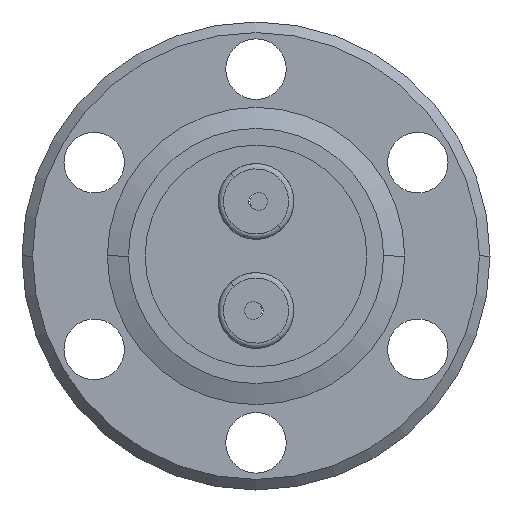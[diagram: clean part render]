
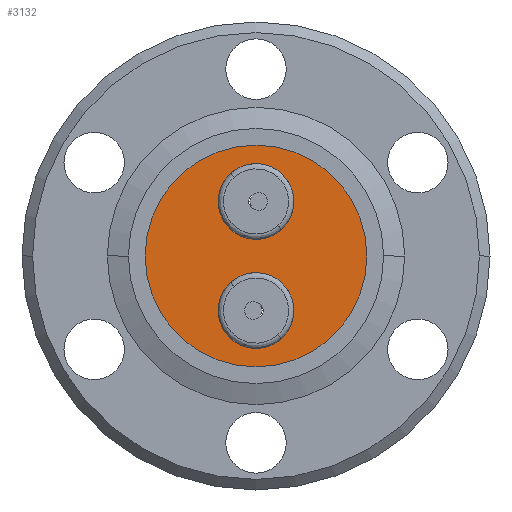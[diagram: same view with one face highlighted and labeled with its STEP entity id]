
A CAD part, front view. The second image highlights one B-rep face of the part: STEP entity #3132.
In plain terms, the highlighted planar face has unit normal (0, -1, 0).
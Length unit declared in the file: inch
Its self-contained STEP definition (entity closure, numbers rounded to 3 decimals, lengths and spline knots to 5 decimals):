
#437 = EDGE_LOOP ( 'NONE', ( #880, #962 ) ) ;
#441 = EDGE_LOOP ( 'NONE', ( #744, #695 ) ) ;
#443 = EDGE_LOOP ( 'NONE', ( #685, #959 ) ) ;
#467 = VERTEX_POINT ( 'NONE', #3275 ) ;
#468 = VERTEX_POINT ( 'NONE', #3274 ) ;
#474 = VERTEX_POINT ( 'NONE', #3268 ) ;
#477 = VERTEX_POINT ( 'NONE', #3265 ) ;
#478 = VERTEX_POINT ( 'NONE', #3264 ) ;
#479 = VERTEX_POINT ( 'NONE', #3263 ) ;
#685 = ORIENTED_EDGE ( 'NONE', *, *, #2311, .F. ) ;
#695 = ORIENTED_EDGE ( 'NONE', *, *, #1787, .T. ) ;
#744 = ORIENTED_EDGE ( 'NONE', *, *, #2301, .T. ) ;
#880 = ORIENTED_EDGE ( 'NONE', *, *, #2315, .F. ) ;
#959 = ORIENTED_EDGE ( 'NONE', *, *, #1784, .F. ) ;
#962 = ORIENTED_EDGE ( 'NONE', *, *, #1783, .F. ) ;
#1441 = FACE_OUTER_BOUND ( 'NONE', #441, .T. ) ;
#1444 = FACE_BOUND ( 'NONE', #437, .T. ) ;
#1453 = FACE_BOUND ( 'NONE', #443, .T. ) ;
#1600 = CIRCLE ( 'NONE', #3034, 0.0935 ) ;
#1606 = CIRCLE ( 'NONE', #3036, 0.0935 ) ;
#1620 = CIRCLE ( 'NONE', #3041, 0.3435 ) ;
#1648 = CIRCLE ( 'NONE', #3062, 0.3435 ) ;
#1650 = CIRCLE ( 'NONE', #3065, 0.0935 ) ;
#1652 = CIRCLE ( 'NONE', #3066, 0.0935 ) ;
#1783 = EDGE_CURVE ( 'NONE', #479, #478, #1652, .T. ) ;
#1784 = EDGE_CURVE ( 'NONE', #477, #474, #1650, .T. ) ;
#1787 = EDGE_CURVE ( 'NONE', #468, #467, #1648, .T. ) ;
#1964 = DIRECTION ( 'NONE',  ( 0., 0., 1. ) ) ;
#1966 = PLANE ( 'NONE',  #2968 ) ;
#1968 = CARTESIAN_POINT ( 'NONE',  ( 0., 0.47, 0. ) ) ;
#1970 = DIRECTION ( 'NONE',  ( 0., 1., 0. ) ) ;
#2068 = DIRECTION ( 'NONE',  ( 0., 0., -1. ) ) ;
#2070 = DIRECTION ( 'NONE',  ( 0., -1., 0. ) ) ;
#2072 = CARTESIAN_POINT ( 'NONE',  ( 0., 0.47, 0.155 ) ) ;
#2086 = DIRECTION ( 'NONE',  ( 0., 0., -1. ) ) ;
#2090 = DIRECTION ( 'NONE',  ( 0., -1., 0. ) ) ;
#2091 = CARTESIAN_POINT ( 'NONE',  ( 0., 0.47, -0.155 ) ) ;
#2095 = DIRECTION ( 'NONE',  ( 0., 0., 1. ) ) ;
#2096 = DIRECTION ( 'NONE',  ( 0., -1., 0. ) ) ;
#2099 = CARTESIAN_POINT ( 'NONE',  ( 0., 0.47, 0. ) ) ;
#2116 = DIRECTION ( 'NONE',  ( 0., 0., -1. ) ) ;
#2118 = DIRECTION ( 'NONE',  ( 0., -1., 0. ) ) ;
#2123 = DIRECTION ( 'NONE',  ( 0., -1., 0. ) ) ;
#2124 = CARTESIAN_POINT ( 'NONE',  ( 0., 0.47, -0.155 ) ) ;
#2125 = DIRECTION ( 'NONE',  ( 0., 0., -1. ) ) ;
#2128 = CARTESIAN_POINT ( 'NONE',  ( 0., 0.47, 0.155 ) ) ;
#2129 = DIRECTION ( 'NONE',  ( 0., 0., 1. ) ) ;
#2130 = DIRECTION ( 'NONE',  ( 0., -1., 0. ) ) ;
#2131 = CARTESIAN_POINT ( 'NONE',  ( 0., 0.47, 0. ) ) ;
#2301 = EDGE_CURVE ( 'NONE', #467, #468, #1620, .T. ) ;
#2311 = EDGE_CURVE ( 'NONE', #474, #477, #1606, .T. ) ;
#2315 = EDGE_CURVE ( 'NONE', #478, #479, #1600, .T. ) ;
#2968 = AXIS2_PLACEMENT_3D ( 'NONE', #1968, #1970, #1964 ) ;
#3034 = AXIS2_PLACEMENT_3D ( 'NONE', #2072, #2070, #2068 ) ;
#3036 = AXIS2_PLACEMENT_3D ( 'NONE', #2091, #2090, #2086 ) ;
#3041 = AXIS2_PLACEMENT_3D ( 'NONE', #2131, #2130, #2129 ) ;
#3062 = AXIS2_PLACEMENT_3D ( 'NONE', #2099, #2096, #2095 ) ;
#3065 = AXIS2_PLACEMENT_3D ( 'NONE', #2124, #2118, #2116 ) ;
#3066 = AXIS2_PLACEMENT_3D ( 'NONE', #2128, #2123, #2125 ) ;
#3132 = ADVANCED_FACE ( 'NONE', ( #1453, #1441, #1444 ), #1966, .F. ) ;
#3263 = CARTESIAN_POINT ( 'NONE',  ( 0., 0.47, 0.2485 ) ) ;
#3264 = CARTESIAN_POINT ( 'NONE',  ( 0., 0.47, 0.0615 ) ) ;
#3265 = CARTESIAN_POINT ( 'NONE',  ( 0., 0.47, -0.0615 ) ) ;
#3268 = CARTESIAN_POINT ( 'NONE',  ( 0., 0.47, -0.2485 ) ) ;
#3274 = CARTESIAN_POINT ( 'NONE',  ( 0., 0.47, -0.3435 ) ) ;
#3275 = CARTESIAN_POINT ( 'NONE',  ( 0., 0.47, 0.3435 ) ) ;
